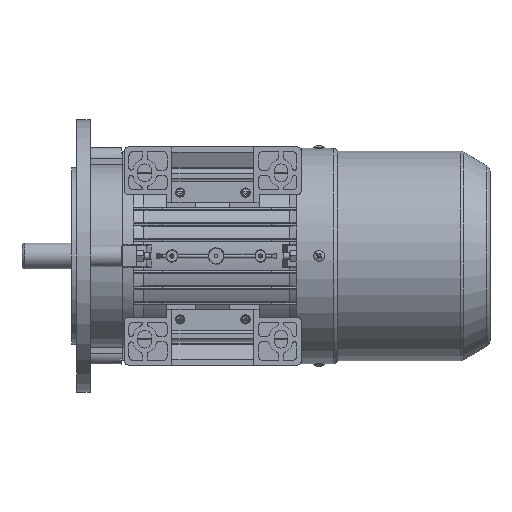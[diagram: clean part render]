
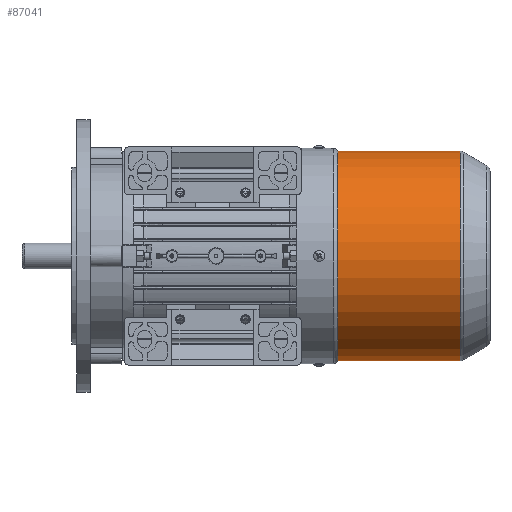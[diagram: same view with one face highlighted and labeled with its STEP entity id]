
A CAD part, front view. The second image highlights one B-rep face of the part: STEP entity #87041.
In plain terms, the highlighted cylindrical face has radius 77 mm (diameter 154 mm), a partial arc.
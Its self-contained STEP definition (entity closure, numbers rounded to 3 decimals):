
#15013 = DIRECTION ( 'NONE',  ( 0., 0., 1. ) ) ;
#15014 = DIRECTION ( 'NONE',  ( -1., 0., 0. ) ) ;
#15015 = CARTESIAN_POINT ( 'NONE',  ( 31.853, 0., 0. ) ) ;
#15016 = AXIS2_PLACEMENT_3D ( 'NONE', #15015, #15014, #15013 ) ;
#15017 = DIRECTION ( 'NONE',  ( 0., 0., 1. ) ) ;
#15018 = DIRECTION ( 'NONE',  ( -1., 0., 0. ) ) ;
#15019 = CARTESIAN_POINT ( 'NONE',  ( -4.259, 0., 0. ) ) ;
#15020 = AXIS2_PLACEMENT_3D ( 'NONE', #15019, #15018, #15017 ) ;
#15021 = CIRCLE ( 'NONE', #15016, 77. ) ;
#15022 = CYLINDRICAL_SURFACE ( 'NONE', #15020, 77. ) ;
#15023 = FACE_OUTER_BOUND ( 'NONE', #87043, .T. ) ;
#15024 = DIRECTION ( 'NONE',  ( 0., 0., 1. ) ) ;
#15025 = DIRECTION ( 'NONE',  ( -1., 0., 0. ) ) ;
#15026 = CARTESIAN_POINT ( 'NONE',  ( 121.691, 0., 0. ) ) ;
#15027 = AXIS2_PLACEMENT_3D ( 'NONE', #15026, #15025, #15024 ) ;
#15028 = CIRCLE ( 'NONE', #15027, 77. ) ;
#48286 = CARTESIAN_POINT ( 'NONE',  ( 121.691, 0., -77. ) ) ;
#48288 = CARTESIAN_POINT ( 'NONE',  ( 121.691, 0., 77. ) ) ;
#48368 = CARTESIAN_POINT ( 'NONE',  ( 31.853, 0., -77. ) ) ;
#48372 = CARTESIAN_POINT ( 'NONE',  ( 31.853, 0., 77. ) ) ;
#48403 = DIRECTION ( 'NONE',  ( -1., 0., 0. ) ) ;
#48405 = VECTOR ( 'NONE', #48403, 1000. ) ;
#48407 = CARTESIAN_POINT ( 'NONE',  ( -4.259, 0., 77. ) ) ;
#48418 = LINE ( 'NONE', #48407, #48405 ) ;
#48434 = DIRECTION ( 'NONE',  ( -1., 0., 0. ) ) ;
#48436 = VECTOR ( 'NONE', #48434, 1000. ) ;
#48438 = CARTESIAN_POINT ( 'NONE',  ( -4.259, 0., -77. ) ) ;
#48441 = LINE ( 'NONE', #48438, #48436 ) ;
#56517 = VERTEX_POINT ( 'NONE', #48288 ) ;
#56518 = VERTEX_POINT ( 'NONE', #48286 ) ;
#56529 = VERTEX_POINT ( 'NONE', #48372 ) ;
#56531 = VERTEX_POINT ( 'NONE', #48368 ) ;
#56548 = EDGE_CURVE ( 'NONE', #56518, #56531, #48441, .T. ) ;
#56555 = EDGE_CURVE ( 'NONE', #56517, #56529, #48418, .T. ) ;
#87036 = EDGE_CURVE ( 'NONE', #56518, #56517, #15028, .T. ) ;
#87041 = ADVANCED_FACE ( 'NONE', ( #15023 ), #15022, .T. ) ;
#87043 = EDGE_LOOP ( 'NONE', ( #87044, #87047, #87050, #87053 ) ) ;
#87044 = ORIENTED_EDGE ( 'NONE', *, *, #56548, .F. ) ;
#87047 = ORIENTED_EDGE ( 'NONE', *, *, #87036, .T. ) ;
#87050 = ORIENTED_EDGE ( 'NONE', *, *, #56555, .T. ) ;
#87053 = ORIENTED_EDGE ( 'NONE', *, *, #87056, .F. ) ;
#87056 = EDGE_CURVE ( 'NONE', #56531, #56529, #15021, .T. ) ;
